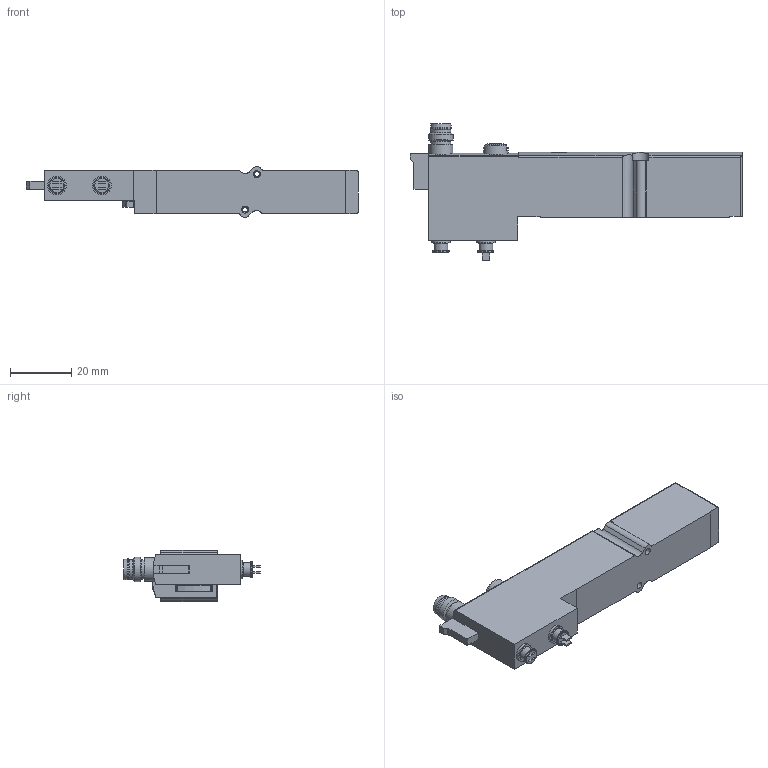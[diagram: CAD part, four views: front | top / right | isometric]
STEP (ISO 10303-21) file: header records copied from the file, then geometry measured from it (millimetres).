
FILE_DESCRIPTION(/* description */ ('STEP AP214'),/* implementation_level */ '2;1');
FILE_NAME(/* name */ '8126787_VMPA14-M1H-IU-PI',/* time_stamp */ '2024-09-16T17:17:12+02:00',/* author */ ('License CC BY-ND 4.0'),/* organization */ ('CADENAS'),/* preprocessor_version */ 'ST-DEVELOPER v19.3',/* originating_system */ 'PARTsolutions',/* authorisation */ ' ');
FILE_SCHEMA (('AUTOMOTIVE_DESIGN {1 0 10303 214 3 1 1}'));
Length unit declared in the file: millimetre
Products named in the file (1): 8126787 VMPA14-M1H-IU-PI
Bounding box: 108.5 x 44.7 x 16.7 mm (x, y, z)
Volume: 30565.7 mm3; surface area: 9239.4 mm2
Topology: 1 solids, 1 shells, 175 faces, 430 edges, 277 vertices
Faces by surface type: plane 95, cylinder 53, cone 12, torus 11, sphere 4
Full cylindrical faces by diameter (mm): 1 x3, 2.3 x4, 3.9 x1, 4.5 x2, 5.3 x2, 5.775 x1, 6.1 x2, 6.475 x1, 6.5 x1, 6.9 x1, 7.8 x1, 8 x1, 8.1 x1
Entity records: 4940 total; most frequent: CARTESIAN_POINT 887, DIRECTION 860, ORIENTED_EDGE 756, EDGE_CURVE 378, AXIS2_PLACEMENT_3D 318, VERTEX_POINT 269, EDGE_LOOP 243, FACE_BOUND 243
